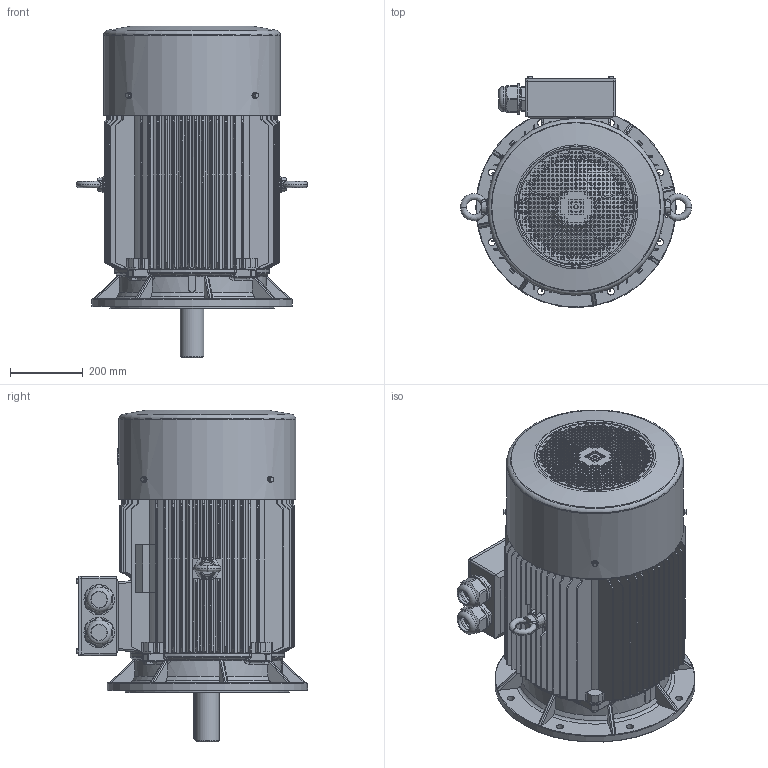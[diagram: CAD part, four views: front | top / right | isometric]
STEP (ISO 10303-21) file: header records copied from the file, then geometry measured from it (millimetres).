
FILE_DESCRIPTION(/* description */ (''),/* implementation_level */ '2;1');
FILE_NAME(/* name */ 'JM1-250M-4.6.8-B5.stp',/* time_stamp */ '2018-12-30T19:01:40+08:00',/* author */ (''),/* organization */ (''),/* preprocessor_version */ 'ST-DEVELOPER v16.7',/* originating_system */ 'SIEMENS PLM Software NX 12.0',/* authorisation */ '');
FILE_SCHEMA (('AP203_CONFIGURATION_CONTROLLED_3D_DESIGN_OF_MECHANICAL_PARTS_AND_ASSEMBLIES_MIM_LF { 1 0 10303 403 2 1 2}'));
Length unit declared in the file: millimetre
Products named in the file (1): JM1-250M-4.6.8-B5
Bounding box: 634.8 x 633.8 x 910.08 mm (x, y, z)
Volume: 28470374.7 mm3; surface area: 6290329.4 mm2
Topology: 62 solids, 62 shells, 5706 faces, 15693 edges, 10274 vertices
Faces by surface type: plane 3715, cylinder 1053, cone 395, bspline 287, torus 236, sphere 20
Full cylindrical faces by diameter (mm): 2 x2, 7.188 x4, 8 x8, 8.4 x4, 9.026 x8, 10 x10, 10.863 x8, 11.2 x8, 12 x8, 12.6 x8, 16 x4, 20 x1, 43.312 x2, 51.188 x4, 61.031 x12, 63 x4, 64 x1, 64.969 x12, 65 x1, 67.922 x2, 69 x1, 70 x4, 83.672 x2, 90 x4, 400 x1, 481 x1, 485 x1, 550 x1
Entity records: 202908 total; most frequent: CARTESIAN_POINT 59571, ORIENTED_EDGE 30580, DIRECTION 26731, EDGE_CURVE 15290, LINE 10467, VECTOR 10467, VERTEX_POINT 10150, AXIS2_PLACEMENT_3D 8132
